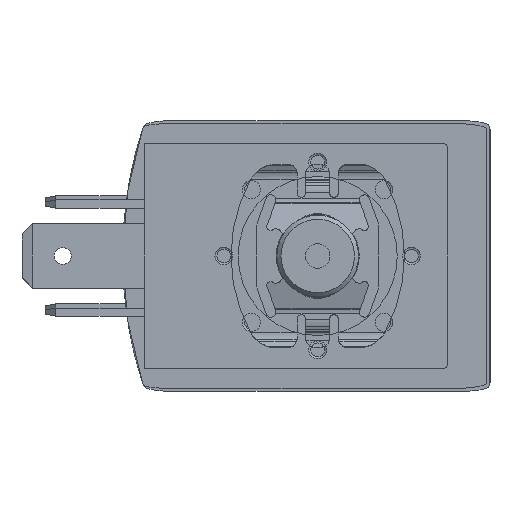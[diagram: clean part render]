
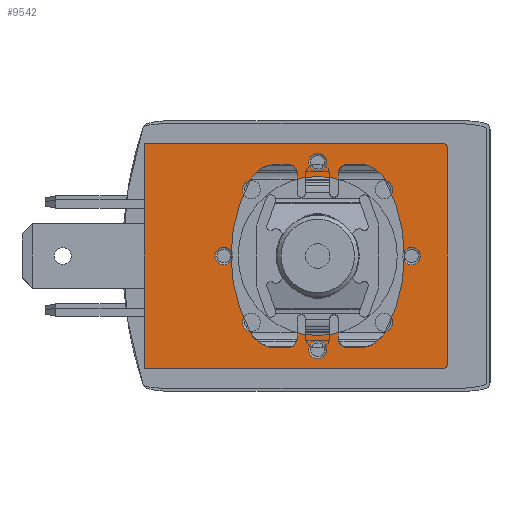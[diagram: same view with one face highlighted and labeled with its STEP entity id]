
A CAD part, left-side view. The second image highlights one B-rep face of the part: STEP entity #9542.
In plain terms, the highlighted face is planar.
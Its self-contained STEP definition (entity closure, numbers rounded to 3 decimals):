
#687=LINE('',#14147,#1225);
#691=LINE('',#14158,#1229);
#700=LINE('',#14183,#1238);
#711=LINE('',#14206,#1249);
#1225=VECTOR('',#11807,1000.);
#1229=VECTOR('',#11817,1000.);
#1238=VECTOR('',#11838,1000.);
#1249=VECTOR('',#11859,1000.);
#2529=ORIENTED_EDGE('',*,*,#4045,.T.);
#2530=ORIENTED_EDGE('',*,*,#4046,.T.);
#2531=ORIENTED_EDGE('',*,*,#4047,.T.);
#2532=ORIENTED_EDGE('',*,*,#4048,.T.);
#2533=ORIENTED_EDGE('',*,*,#4049,.T.);
#2534=ORIENTED_EDGE('',*,*,#4050,.T.);
#2535=ORIENTED_EDGE('',*,*,#4051,.T.);
#2536=ORIENTED_EDGE('',*,*,#4052,.T.);
#2537=ORIENTED_EDGE('',*,*,#4053,.T.);
#2538=ORIENTED_EDGE('',*,*,#4034,.T.);
#2539=ORIENTED_EDGE('',*,*,#4001,.T.);
#2540=ORIENTED_EDGE('',*,*,#4017,.T.);
#2541=ORIENTED_EDGE('',*,*,#4020,.T.);
#2542=ORIENTED_EDGE('',*,*,#4023,.T.);
#2543=ORIENTED_EDGE('',*,*,#4007,.T.);
#4001=EDGE_CURVE('',#4856,#4857,#687,.T.);
#4007=EDGE_CURVE('',#4860,#4861,#691,.T.);
#4017=EDGE_CURVE('',#4857,#4868,#5387,.T.);
#4020=EDGE_CURVE('',#4868,#4870,#700,.T.);
#4023=EDGE_CURVE('',#4870,#4860,#5389,.T.);
#4034=EDGE_CURVE('',#4861,#4856,#711,.T.);
#4045=EDGE_CURVE('',#4886,#4886,#5401,.T.);
#4046=EDGE_CURVE('',#4887,#4887,#5402,.T.);
#4047=EDGE_CURVE('',#4888,#4888,#5403,.T.);
#4048=EDGE_CURVE('',#4889,#4889,#5404,.T.);
#4049=EDGE_CURVE('',#4890,#4890,#5405,.T.);
#4050=EDGE_CURVE('',#4891,#4891,#5406,.T.);
#4051=EDGE_CURVE('',#4892,#4892,#5407,.T.);
#4052=EDGE_CURVE('',#4893,#4893,#5408,.T.);
#4053=EDGE_CURVE('',#4894,#4894,#5409,.T.);
#4856=VERTEX_POINT('',#14148);
#4857=VERTEX_POINT('',#14149);
#4860=VERTEX_POINT('',#14159);
#4861=VERTEX_POINT('',#14160);
#4868=VERTEX_POINT('',#14178);
#4870=VERTEX_POINT('',#14184);
#4886=VERTEX_POINT('',#14229);
#4887=VERTEX_POINT('',#14231);
#4888=VERTEX_POINT('',#14233);
#4889=VERTEX_POINT('',#14235);
#4890=VERTEX_POINT('',#14237);
#4891=VERTEX_POINT('',#14239);
#4892=VERTEX_POINT('',#14241);
#4893=VERTEX_POINT('',#14243);
#4894=VERTEX_POINT('',#14245);
#5387=CIRCLE('',#10205,0.3);
#5389=CIRCLE('',#10209,0.3);
#5401=CIRCLE('',#10224,0.875);
#5402=CIRCLE('',#10225,0.875);
#5403=CIRCLE('',#10226,0.875);
#5404=CIRCLE('',#10227,0.875);
#5405=CIRCLE('',#10228,0.875);
#5406=CIRCLE('',#10229,0.875);
#5407=CIRCLE('',#10230,0.875);
#5408=CIRCLE('',#10231,0.875);
#5409=CIRCLE('',#10232,7.8);
#5864=EDGE_LOOP('',(#2529));
#5865=EDGE_LOOP('',(#2530));
#5866=EDGE_LOOP('',(#2531));
#5867=EDGE_LOOP('',(#2532));
#5868=EDGE_LOOP('',(#2533));
#5869=EDGE_LOOP('',(#2534));
#5870=EDGE_LOOP('',(#2535));
#5871=EDGE_LOOP('',(#2536));
#5872=EDGE_LOOP('',(#2537));
#5873=EDGE_LOOP('',(#2538,#2539,#2540,#2541,#2542,#2543));
#6466=FACE_BOUND('',#5864,.T.);
#6467=FACE_BOUND('',#5865,.T.);
#6468=FACE_BOUND('',#5866,.T.);
#6469=FACE_BOUND('',#5867,.T.);
#6470=FACE_BOUND('',#5868,.T.);
#6471=FACE_BOUND('',#5869,.T.);
#6472=FACE_BOUND('',#5870,.T.);
#6473=FACE_BOUND('',#5871,.T.);
#6474=FACE_BOUND('',#5872,.T.);
#6475=FACE_BOUND('',#5873,.T.);
#6865=PLANE('',#10223);
#9542=ADVANCED_FACE('',(#6466,#6467,#6468,#6469,#6470,#6471,#6472,#6473,
#6474,#6475),#6865,.T.);
#10205=AXIS2_PLACEMENT_3D('',#14177,#11831,#11832);
#10209=AXIS2_PLACEMENT_3D('',#14189,#11843,#11844);
#10223=AXIS2_PLACEMENT_3D('',#14227,#11881,#11882);
#10224=AXIS2_PLACEMENT_3D('',#14228,#11883,#11884);
#10225=AXIS2_PLACEMENT_3D('',#14230,#11885,#11886);
#10226=AXIS2_PLACEMENT_3D('',#14232,#11887,#11888);
#10227=AXIS2_PLACEMENT_3D('',#14234,#11889,#11890);
#10228=AXIS2_PLACEMENT_3D('',#14236,#11891,#11892);
#10229=AXIS2_PLACEMENT_3D('',#14238,#11893,#11894);
#10230=AXIS2_PLACEMENT_3D('',#14240,#11895,#11896);
#10231=AXIS2_PLACEMENT_3D('',#14242,#11897,#11898);
#10232=AXIS2_PLACEMENT_3D('',#14244,#11899,#11900);
#11807=DIRECTION('',(0.,-1.,0.));
#11817=DIRECTION('',(0.,1.,0.));
#11831=DIRECTION('',(0.,0.,1.));
#11832=DIRECTION('',(1.,0.,0.));
#11838=DIRECTION('',(1.,0.,0.));
#11843=DIRECTION('',(0.,0.,1.));
#11844=DIRECTION('',(1.,0.,0.));
#11859=DIRECTION('',(-1.,0.,0.));
#11881=DIRECTION('',(0.,0.,1.));
#11882=DIRECTION('',(1.,0.,0.));
#11883=DIRECTION('',(0.,0.,-1.));
#11884=DIRECTION('',(-1.,0.,0.));
#11885=DIRECTION('',(0.,0.,-1.));
#11886=DIRECTION('',(-1.,0.,0.));
#11887=DIRECTION('',(0.,0.,-1.));
#11888=DIRECTION('',(-1.,0.,0.));
#11889=DIRECTION('',(0.,0.,-1.));
#11890=DIRECTION('',(-1.,0.,0.));
#11891=DIRECTION('',(0.,0.,-1.));
#11892=DIRECTION('',(-1.,0.,0.));
#11893=DIRECTION('',(0.,0.,-1.));
#11894=DIRECTION('',(-1.,0.,0.));
#11895=DIRECTION('',(0.,0.,-1.));
#11896=DIRECTION('',(-1.,0.,0.));
#11897=DIRECTION('',(0.,0.,-1.));
#11898=DIRECTION('',(-1.,0.,0.));
#11899=DIRECTION('',(0.,0.,-1.));
#11900=DIRECTION('',(-1.,0.,0.));
#14147=CARTESIAN_POINT('',(-11.,0.,0.));
#14148=CARTESIAN_POINT('',(-11.,0.,0.));
#14149=CARTESIAN_POINT('',(-11.,-29.4,0.));
#14158=CARTESIAN_POINT('',(11.,-29.4,0.));
#14159=CARTESIAN_POINT('',(11.,-29.4,0.));
#14160=CARTESIAN_POINT('',(11.,0.,0.));
#14177=CARTESIAN_POINT('',(-10.7,-29.4,0.));
#14178=CARTESIAN_POINT('',(-10.7,-29.7,0.));
#14183=CARTESIAN_POINT('',(-10.7,-29.7,0.));
#14184=CARTESIAN_POINT('',(10.7,-29.7,0.));
#14189=CARTESIAN_POINT('',(10.7,-29.4,0.));
#14206=CARTESIAN_POINT('',(11.,0.,0.));
#14227=CARTESIAN_POINT('',(-10.7,-29.4,0.));
#14228=CARTESIAN_POINT('',(-9.2,-17.,0.));
#14229=CARTESIAN_POINT('',(-10.075,-17.,0.));
#14230=CARTESIAN_POINT('',(-6.505,-23.505,0.));
#14231=CARTESIAN_POINT('',(-7.38,-23.505,0.));
#14232=CARTESIAN_POINT('',(0.,-26.2,0.));
#14233=CARTESIAN_POINT('',(-0.875,-26.2,0.));
#14234=CARTESIAN_POINT('',(6.505,-23.505,0.));
#14235=CARTESIAN_POINT('',(5.63,-23.505,0.));
#14236=CARTESIAN_POINT('',(9.2,-17.,0.));
#14237=CARTESIAN_POINT('',(8.325,-17.,0.));
#14238=CARTESIAN_POINT('',(6.505,-10.495,0.));
#14239=CARTESIAN_POINT('',(5.63,-10.495,0.));
#14240=CARTESIAN_POINT('',(-6.505,-10.495,0.));
#14241=CARTESIAN_POINT('',(-7.38,-10.495,0.));
#14242=CARTESIAN_POINT('',(0.,-7.8,0.));
#14243=CARTESIAN_POINT('',(-0.875,-7.8,0.));
#14244=CARTESIAN_POINT('',(0.,-17.,0.));
#14245=CARTESIAN_POINT('',(-7.8,-17.,0.));
